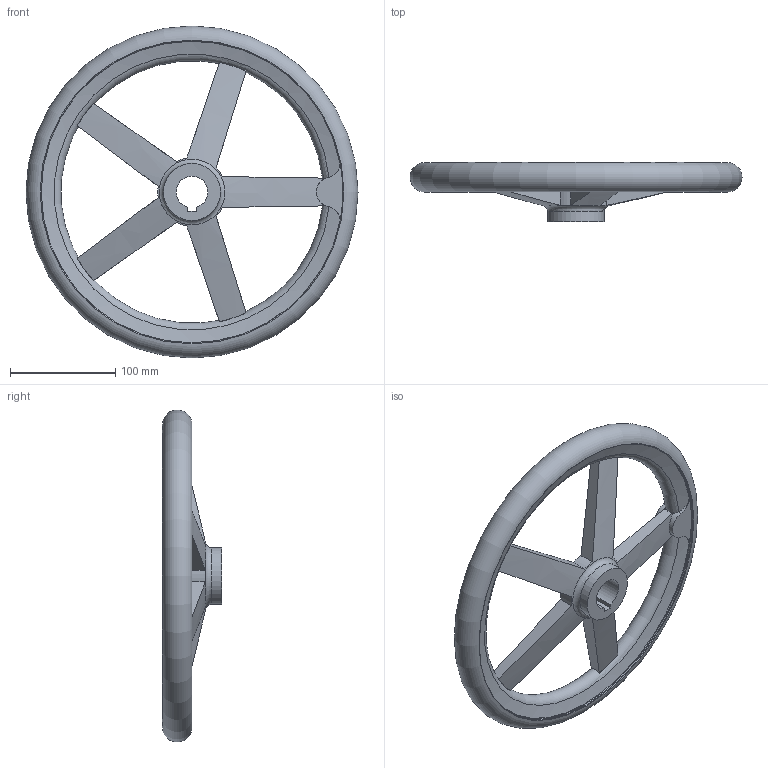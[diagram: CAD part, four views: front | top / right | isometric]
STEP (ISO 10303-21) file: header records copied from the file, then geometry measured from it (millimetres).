
FILE_DESCRIPTION( ( 'STEP AP214' ), '1' );
FILE_NAME( 'K0671.1315X30.stp', '2020-12-09T10:59:39', ( '' ), ( '' ), ' ', 'PARTsolutions', ' ' );
FILE_SCHEMA( ( 'AUTOMOTIVE_DESIGN { 1 0 10303 214 1 1 1 1 }' ) );
Length unit declared in the file: millimetre
Products named in the file (1): _K0671.1315X30
Bounding box: 314.99 x 55.99 x 314.99 mm (x, y, z)
Volume: 806230.9 mm3; surface area: 136432.2 mm2
Topology: 1 solids, 1 shells, 57 faces, 173 edges, 112 vertices
Faces by surface type: torus 20, plane 17, cylinder 16, cone 4
Full cylindrical faces by diameter (mm): 54 x2, 287 x2
Entity records: 2897 total; most frequent: CARTESIAN_POINT 1018, ORIENTED_EDGE 312, DIRECTION 260, EDGE_CURVE 156, AXIS2_PLACEMENT_3D 118, VERTEX_POINT 109, EDGE_LOOP 76, B_SPLINE_CURVE_WITH_KNOTS 72
